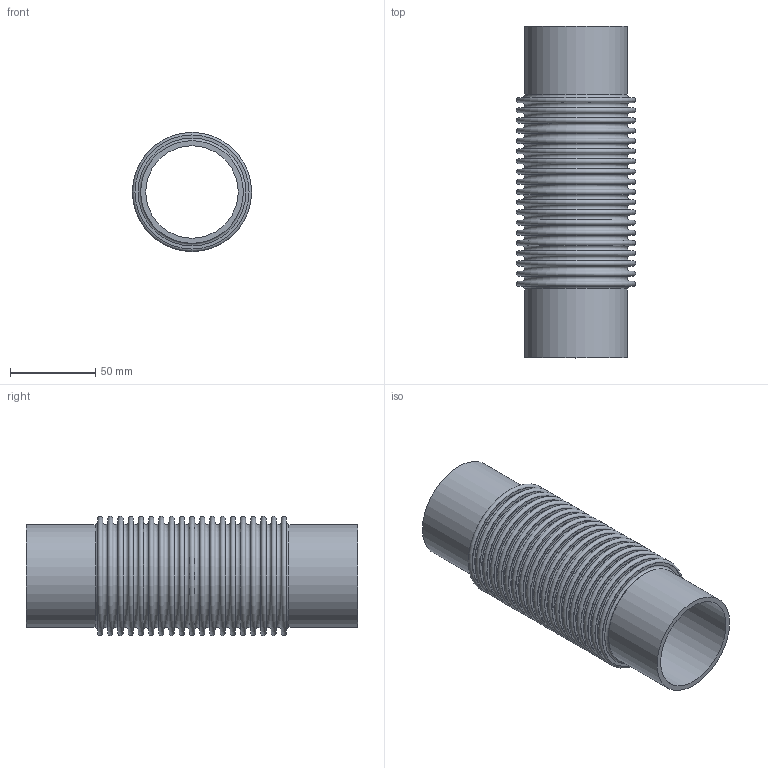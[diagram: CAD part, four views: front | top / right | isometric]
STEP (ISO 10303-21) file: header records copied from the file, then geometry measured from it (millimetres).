
FILE_DESCRIPTION(/* description */ (''),/* implementation_level */ '2;1');
FILE_NAME(/* name */ '3955.stp',/* time_stamp */ '2015-09-10T12:17:28+02:00',/* author */ ('Tekenkamer'),/* organization */ (''),/* preprocessor_version */ 'ST-DEVELOPER v15.6',/* originating_system */ 'Autodesk Inventor 2015',/* authorisation */ '');
FILE_SCHEMA (('AUTOMOTIVE_DESIGN { 1 0 10303 214 3 1 1 }'));
Length unit declared in the file: millimetre
Products named in the file (1): 3955
Bounding box: 70 x 195 x 70 mm (x, y, z)
Volume: 58959.5 mm3; surface area: 132651.1 mm2
Topology: 1 solids, 1 shells, 162 faces, 246 edges, 164 vertices
Faces by surface type: plane 80, torus 78, cylinder 4
Full cylindrical faces by diameter (mm): 54.3 x2, 60.3 x2
Entity records: 3272 total; most frequent: DIRECTION 650, CARTESIAN_POINT 487, AXIS2_PLACEMENT_3D 325, EDGE_LOOP 324, ORIENTED_EDGE 324, FACE_BOUND 162, FACE_OUTER_BOUND 162, CIRCLE 162
